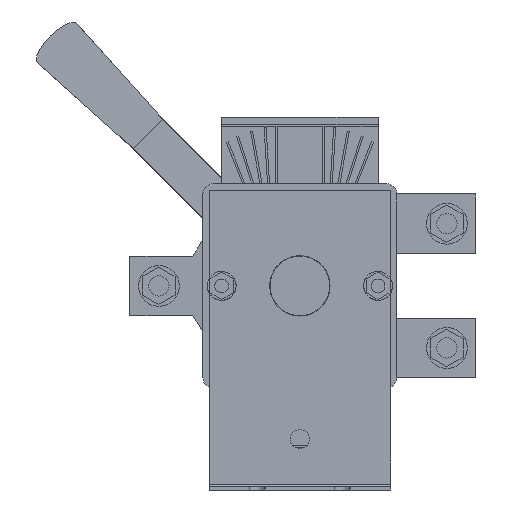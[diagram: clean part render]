
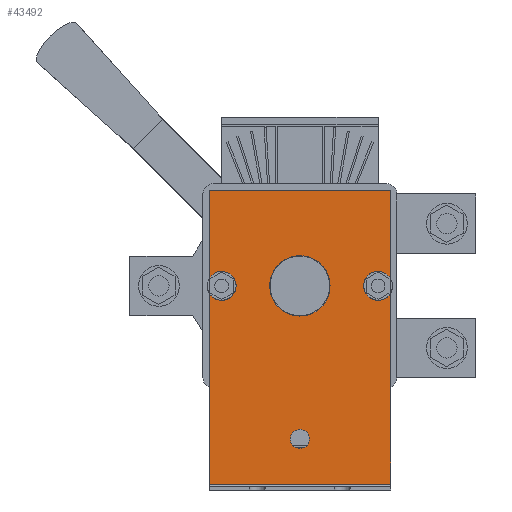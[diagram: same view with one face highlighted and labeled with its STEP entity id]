
A CAD part, left-side view. The second image highlights one B-rep face of the part: STEP entity #43492.
In plain terms, the highlighted planar face has unit normal (-1, 0, 0).
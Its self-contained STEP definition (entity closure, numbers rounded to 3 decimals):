
#831 = EDGE_CURVE ( 'NONE', #49488, #67960, #24142, .T. ) ;
#3448 = CARTESIAN_POINT ( 'NONE',  ( -106.5, 234.432, 56. ) ) ;
#3909 = EDGE_CURVE ( 'NONE', #52021, #49488, #68288, .T. ) ;
#5472 = DIRECTION ( 'NONE',  ( 0., 0., 1. ) ) ;
#5720 = VERTEX_POINT ( 'NONE', #54399 ) ;
#6739 = EDGE_CURVE ( 'NONE', #67960, #30122, #19695, .T. ) ;
#9265 = EDGE_CURVE ( 'NONE', #47719, #47719, #52865, .T. ) ;
#10817 = DIRECTION ( 'NONE',  ( 1., 0., 0. ) ) ;
#11119 = LINE ( 'NONE', #3448, #46800 ) ;
#11176 = CARTESIAN_POINT ( 'NONE',  ( -106.5, 53., 4.822 ) ) ;
#14184 = DIRECTION ( 'NONE',  ( 0., 0., 1. ) ) ;
#15111 = FACE_OUTER_BOUND ( 'NONE', #20174, .T. ) ;
#15182 = EDGE_CURVE ( 'NONE', #5720, #5720, #65766, .T. ) ;
#15977 = EDGE_CURVE ( 'NONE', #30122, #78138, #11119, .T. ) ;
#16057 = AXIS2_PLACEMENT_3D ( 'NONE', #64295, #24121, #71059 ) ;
#16922 = CARTESIAN_POINT ( 'NONE',  ( -106.5, 53., -4.822 ) ) ;
#17229 = FACE_BOUND ( 'NONE', #46594, .T. ) ;
#17811 = DIRECTION ( 'NONE',  ( 1., 0., 0. ) ) ;
#18817 = EDGE_CURVE ( 'NONE', #54173, #54895, #54760, .T. ) ;
#19695 = LINE ( 'NONE', #71688, #68968 ) ;
#19955 = CARTESIAN_POINT ( 'NONE',  ( -106.5, -53.5, -116.5 ) ) ;
#20174 = EDGE_LOOP ( 'NONE', ( #47932, #40872, #57750, #52468, #79290, #77251, #73089, #55738 ) ) ;
#23059 = DIRECTION ( 'NONE',  ( 0., -1., 0. ) ) ;
#23304 = DIRECTION ( 'NONE',  ( 1., 0., 0. ) ) ;
#23892 = AXIS2_PLACEMENT_3D ( 'NONE', #71797, #31637, #78526 ) ;
#24121 = DIRECTION ( 'NONE',  ( -1., 0., 0. ) ) ;
#24142 = CIRCLE ( 'NONE', #16057, 8.5 ) ;
#24768 = DIRECTION ( 'NONE',  ( 0., 0., 1. ) ) ;
#26345 = EDGE_CURVE ( 'NONE', #54895, #78138, #51429, .T. ) ;
#26359 = CARTESIAN_POINT ( 'NONE',  ( -106.5, 53., 56. ) ) ;
#26489 = CARTESIAN_POINT ( 'NONE',  ( -106.5, -53.5, -118. ) ) ;
#27214 = AXIS2_PLACEMENT_3D ( 'NONE', #50990, #10817, #57735 ) ;
#28993 = LINE ( 'NONE', #72581, #46834 ) ;
#29294 = LINE ( 'NONE', #26489, #82772 ) ;
#30122 = VERTEX_POINT ( 'NONE', #26359 ) ;
#31637 = DIRECTION ( 'NONE',  ( 1., 0., 0. ) ) ;
#33534 = VECTOR ( 'NONE', #14184, 1000. ) ;
#34561 = EDGE_CURVE ( 'NONE', #54133, #54173, #29294, .T. ) ;
#38148 = CARTESIAN_POINT ( 'NONE',  ( -106.5, -53.5, 4. ) ) ;
#40556 = CARTESIAN_POINT ( 'NONE',  ( -106.5, 0., -95.6 ) ) ;
#40872 = ORIENTED_EDGE ( 'NONE', *, *, #26345, .T. ) ;
#42126 = ORIENTED_EDGE ( 'NONE', *, *, #15182, .T. ) ;
#43492 = ADVANCED_FACE ( 'NONE', ( #17229, #86520, #15111 ), #83415, .F. ) ;
#46594 = EDGE_LOOP ( 'NONE', ( #42126 ) ) ;
#46800 = VECTOR ( 'NONE', #23059, 1000. ) ;
#46834 = VECTOR ( 'NONE', #86159, 1000. ) ;
#47719 = VERTEX_POINT ( 'NONE', #40556 ) ;
#47932 = ORIENTED_EDGE ( 'NONE', *, *, #18817, .T. ) ;
#49488 = VERTEX_POINT ( 'NONE', #16922 ) ;
#50490 = AXIS2_PLACEMENT_3D ( 'NONE', #63452, #23304, #70215 ) ;
#50621 = AXIS2_PLACEMENT_3D ( 'NONE', #57975, #17811, #64664 ) ;
#50990 = CARTESIAN_POINT ( 'NONE',  ( -106.5, 0., -90. ) ) ;
#51429 = LINE ( 'NONE', #81012, #33534 ) ;
#52021 = VERTEX_POINT ( 'NONE', #84850 ) ;
#52105 = CARTESIAN_POINT ( 'NONE',  ( -106.5, 53., -118. ) ) ;
#52468 = ORIENTED_EDGE ( 'NONE', *, *, #6739, .F. ) ;
#52865 = CIRCLE ( 'NONE', #27214, 5.6 ) ;
#53191 = ORIENTED_EDGE ( 'NONE', *, *, #9265, .T. ) ;
#54133 = VERTEX_POINT ( 'NONE', #19955 ) ;
#54173 = VERTEX_POINT ( 'NONE', #80913 ) ;
#54399 = CARTESIAN_POINT ( 'NONE',  ( -106.5, 0., -17.75 ) ) ;
#54760 = CIRCLE ( 'NONE', #23892, 8.5 ) ;
#54895 = VERTEX_POINT ( 'NONE', #38148 ) ;
#55738 = ORIENTED_EDGE ( 'NONE', *, *, #34561, .T. ) ;
#57735 = DIRECTION ( 'NONE',  ( 0., 0., -1. ) ) ;
#57750 = ORIENTED_EDGE ( 'NONE', *, *, #15977, .F. ) ;
#57975 = CARTESIAN_POINT ( 'NONE',  ( -106.5, 0., 0. ) ) ;
#58589 = EDGE_LOOP ( 'NONE', ( #53191 ) ) ;
#61979 = VECTOR ( 'NONE', #5472, 1000. ) ;
#63452 = CARTESIAN_POINT ( 'NONE',  ( -106.5, 234.432, -118. ) ) ;
#64295 = CARTESIAN_POINT ( 'NONE',  ( -106.5, 46., 0. ) ) ;
#64664 = DIRECTION ( 'NONE',  ( 0., 0., -1. ) ) ;
#65766 = CIRCLE ( 'NONE', #50621, 17.75 ) ;
#67960 = VERTEX_POINT ( 'NONE', #11176 ) ;
#68288 = LINE ( 'NONE', #52105, #61979 ) ;
#68968 = VECTOR ( 'NONE', #24768, 1000. ) ;
#70215 = DIRECTION ( 'NONE',  ( 0., 0., 1. ) ) ;
#71059 = DIRECTION ( 'NONE',  ( 0., 0., -1. ) ) ;
#71688 = CARTESIAN_POINT ( 'NONE',  ( -106.5, 53., -118. ) ) ;
#71797 = CARTESIAN_POINT ( 'NONE',  ( -106.5, -46., 0. ) ) ;
#72581 = CARTESIAN_POINT ( 'NONE',  ( -106.5, 53., -116.5 ) ) ;
#73089 = ORIENTED_EDGE ( 'NONE', *, *, #86230, .F. ) ;
#73660 = DIRECTION ( 'NONE',  ( 0., 0., 1. ) ) ;
#77251 = ORIENTED_EDGE ( 'NONE', *, *, #3909, .F. ) ;
#78138 = VERTEX_POINT ( 'NONE', #83900 ) ;
#78526 = DIRECTION ( 'NONE',  ( 0., 0., -1. ) ) ;
#79290 = ORIENTED_EDGE ( 'NONE', *, *, #831, .F. ) ;
#80913 = CARTESIAN_POINT ( 'NONE',  ( -106.5, -53.5, -4. ) ) ;
#81012 = CARTESIAN_POINT ( 'NONE',  ( -106.5, -53.5, -118. ) ) ;
#82772 = VECTOR ( 'NONE', #73660, 1000. ) ;
#83415 = PLANE ( 'NONE',  #50490 ) ;
#83900 = CARTESIAN_POINT ( 'NONE',  ( -106.5, -53.5, 56. ) ) ;
#84850 = CARTESIAN_POINT ( 'NONE',  ( -106.5, 53., -116.5 ) ) ;
#86159 = DIRECTION ( 'NONE',  ( 0., 1., 0. ) ) ;
#86230 = EDGE_CURVE ( 'NONE', #54133, #52021, #28993, .T. ) ;
#86520 = FACE_BOUND ( 'NONE', #58589, .T. ) ;
